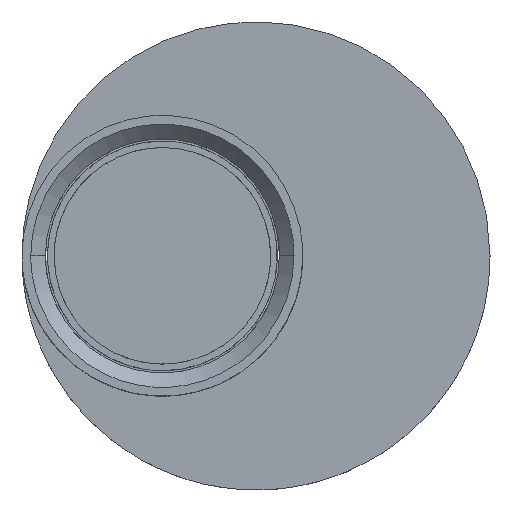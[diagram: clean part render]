
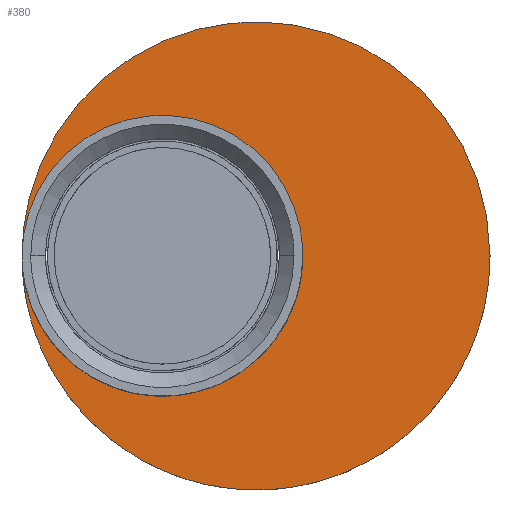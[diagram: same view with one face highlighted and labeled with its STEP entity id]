
A CAD part, top view. The second image highlights one B-rep face of the part: STEP entity #380.
In plain terms, the highlighted planar face has unit normal (0, 0, 1).
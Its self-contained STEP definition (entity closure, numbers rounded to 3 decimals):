
#380=ADVANCED_FACE('',(#582),#3119,.T.);
#582=FACE_OUTER_BOUND('',#831,.T.);
#831=EDGE_LOOP('',(#1645,#1646,#1647,#1648));
#1645=ORIENTED_EDGE('',*,*,#2166,.T.);
#1646=ORIENTED_EDGE('',*,*,#2249,.T.);
#1647=ORIENTED_EDGE('',*,*,#2242,.T.);
#1648=ORIENTED_EDGE('',*,*,#2178,.T.);
#2166=EDGE_CURVE('',#2985,#3038,#2639,.T.);
#2178=EDGE_CURVE('',#2993,#2985,#2650,.T.);
#2242=EDGE_CURVE('',#2985,#2993,#2714,.T.);
#2249=EDGE_CURVE('',#3038,#2985,#2721,.T.);
#2639=(
BOUNDED_CURVE()
B_SPLINE_CURVE(2,(#6463,#6464,#6465,#6466,#6467),.UNSPECIFIED.,.F.,.F.)
B_SPLINE_CURVE_WITH_KNOTS((3,2,3),(0.,75.398,150.796),
 .UNSPECIFIED.)
CURVE()
GEOMETRIC_REPRESENTATION_ITEM()
RATIONAL_B_SPLINE_CURVE((1.,0.707,1.,0.707,1.))
REPRESENTATION_ITEM('')
);
#2650=(
BOUNDED_CURVE()
B_SPLINE_CURVE(2,(#6506,#6507,#6508,#6509,#6510),.UNSPECIFIED.,.F.,.F.)
B_SPLINE_CURVE_WITH_KNOTS((3,2,3),(0.,125.664,251.327),
 .UNSPECIFIED.)
CURVE()
GEOMETRIC_REPRESENTATION_ITEM()
RATIONAL_B_SPLINE_CURVE((1.,0.707,1.,0.707,1.))
REPRESENTATION_ITEM('')
);
#2714=(
BOUNDED_CURVE()
B_SPLINE_CURVE(2,(#6717,#6718,#6719,#6720,#6721),.UNSPECIFIED.,.F.,.F.)
B_SPLINE_CURVE_WITH_KNOTS((3,2,3),(251.327,376.991,502.655),
 .UNSPECIFIED.)
CURVE()
GEOMETRIC_REPRESENTATION_ITEM()
RATIONAL_B_SPLINE_CURVE((1.,0.707,1.,0.707,1.))
REPRESENTATION_ITEM('')
);
#2721=(
BOUNDED_CURVE()
B_SPLINE_CURVE(2,(#6745,#6746,#6747,#6748,#6749),.UNSPECIFIED.,.F.,.F.)
B_SPLINE_CURVE_WITH_KNOTS((3,2,3),(150.796,226.195,301.593),
 .UNSPECIFIED.)
CURVE()
GEOMETRIC_REPRESENTATION_ITEM()
RATIONAL_B_SPLINE_CURVE((1.,0.707,1.,0.707,1.))
REPRESENTATION_ITEM('')
);
#2985=VERTEX_POINT('',#6386);
#2993=VERTEX_POINT('',#6394);
#3038=VERTEX_POINT('',#6439);
#3119=PLANE('',#3336);
#3336=AXIS2_PLACEMENT_3D('',#6298,#3409,$);
#3409=DIRECTION('',(0.,0.,1.));
#6298=CARTESIAN_POINT('',(1881.998,-350.,3.));
#6386=CARTESIAN_POINT('',(1901.998,-250.,3.));
#6394=CARTESIAN_POINT('',(2061.998,-250.,3.));
#6439=CARTESIAN_POINT('',(1997.998,-250.,3.));
#6463=CARTESIAN_POINT('',(1901.998,-250.,3.));
#6464=CARTESIAN_POINT('',(1901.998,-202.,3.));
#6465=CARTESIAN_POINT('',(1949.998,-202.,3.));
#6466=CARTESIAN_POINT('',(1997.998,-202.,3.));
#6467=CARTESIAN_POINT('',(1997.998,-250.,3.));
#6506=CARTESIAN_POINT('',(2061.998,-250.,3.));
#6507=CARTESIAN_POINT('',(2061.998,-170.,3.));
#6508=CARTESIAN_POINT('',(1981.998,-170.,3.));
#6509=CARTESIAN_POINT('',(1901.998,-170.,3.));
#6510=CARTESIAN_POINT('',(1901.998,-250.,3.));
#6717=CARTESIAN_POINT('',(1901.998,-250.,3.));
#6718=CARTESIAN_POINT('',(1901.998,-330.,3.));
#6719=CARTESIAN_POINT('',(1981.998,-330.,3.));
#6720=CARTESIAN_POINT('',(2061.998,-330.,3.));
#6721=CARTESIAN_POINT('',(2061.998,-250.,3.));
#6745=CARTESIAN_POINT('',(1997.998,-250.,3.));
#6746=CARTESIAN_POINT('',(1997.998,-298.,3.));
#6747=CARTESIAN_POINT('',(1949.998,-298.,3.));
#6748=CARTESIAN_POINT('',(1901.998,-298.,3.));
#6749=CARTESIAN_POINT('',(1901.998,-250.,3.));
